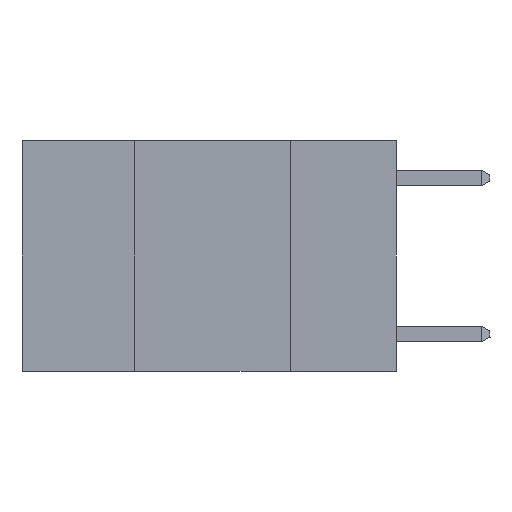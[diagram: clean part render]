
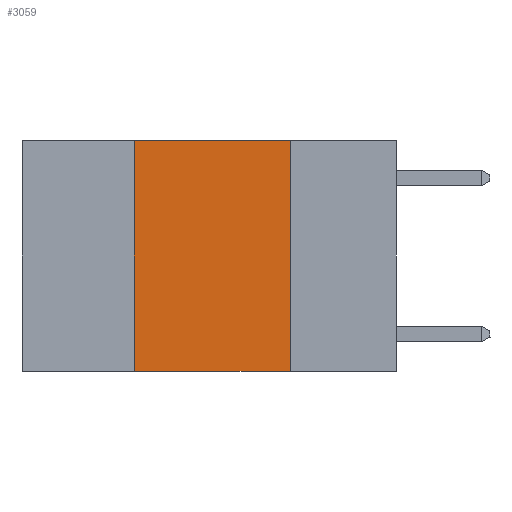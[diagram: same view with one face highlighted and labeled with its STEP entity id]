
A CAD part, left-side view. The second image highlights one B-rep face of the part: STEP entity #3059.
In plain terms, the highlighted planar face has unit normal (-1, 0, 0).
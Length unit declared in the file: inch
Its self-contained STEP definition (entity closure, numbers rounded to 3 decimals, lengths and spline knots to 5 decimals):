
#102 = VERTEX_POINT ( 'NONE', #11413 ) ;
#267 = ORIENTED_EDGE ( 'NONE', *, *, #10338, .F. ) ;
#496 = LINE ( 'NONE', #10587, #3011 ) ;
#823 = VECTOR ( 'NONE', #3506, 39.37008 ) ;
#1537 = DIRECTION ( 'NONE',  ( 0., 0., -1. ) ) ;
#2288 = ORIENTED_EDGE ( 'NONE', *, *, #8779, .F. ) ;
#2535 = CARTESIAN_POINT ( 'NONE',  ( 0., 0.6, 0. ) ) ;
#3007 = FACE_OUTER_BOUND ( 'NONE', #8401, .T. ) ;
#3011 = VECTOR ( 'NONE', #1537, 39.37008 ) ;
#3059 = ADVANCED_FACE ( 'NONE', ( #3007 ), #11111, .F. ) ;
#3506 = DIRECTION ( 'NONE',  ( 0., 0., 1. ) ) ;
#3801 = CARTESIAN_POINT ( 'NONE',  ( 0., 0.42, 0. ) ) ;
#4085 = CARTESIAN_POINT ( 'NONE',  ( 0., 0.42, -0.37 ) ) ;
#5195 = AXIS2_PLACEMENT_3D ( 'NONE', #10767, #11069, #10978 ) ;
#5265 = VECTOR ( 'NONE', #10599, 39.37008 ) ;
#5394 = VERTEX_POINT ( 'NONE', #3801 ) ;
#5422 = CARTESIAN_POINT ( 'NONE',  ( 0., 0.42, 0. ) ) ;
#5823 = LINE ( 'NONE', #8397, #10136 ) ;
#6439 = VERTEX_POINT ( 'NONE', #6607 ) ;
#6607 = CARTESIAN_POINT ( 'NONE',  ( 0., 0.17, 0. ) ) ;
#7882 = LINE ( 'NONE', #2535, #5265 ) ;
#8150 = EDGE_CURVE ( 'NONE', #9804, #102, #5823, .T. ) ;
#8397 = CARTESIAN_POINT ( 'NONE',  ( 0., 0.6, -0.37 ) ) ;
#8401 = EDGE_LOOP ( 'NONE', ( #8914, #267, #2288, #10432 ) ) ;
#8779 = EDGE_CURVE ( 'NONE', #9804, #5394, #10609, .T. ) ;
#8846 = EDGE_CURVE ( 'NONE', #6439, #102, #496, .T. ) ;
#8914 = ORIENTED_EDGE ( 'NONE', *, *, #8846, .F. ) ;
#9277 = DIRECTION ( 'NONE',  ( 0., -1., 0. ) ) ;
#9804 = VERTEX_POINT ( 'NONE', #4085 ) ;
#10136 = VECTOR ( 'NONE', #9277, 39.37008 ) ;
#10338 = EDGE_CURVE ( 'NONE', #5394, #6439, #7882, .T. ) ;
#10432 = ORIENTED_EDGE ( 'NONE', *, *, #8150, .T. ) ;
#10587 = CARTESIAN_POINT ( 'NONE',  ( 0., 0.17, 0. ) ) ;
#10599 = DIRECTION ( 'NONE',  ( 0., -1., 0. ) ) ;
#10609 = LINE ( 'NONE', #5422, #823 ) ;
#10767 = CARTESIAN_POINT ( 'NONE',  ( 0., 0.6, 0. ) ) ;
#10978 = DIRECTION ( 'NONE',  ( 0., 0., -1. ) ) ;
#11069 = DIRECTION ( 'NONE',  ( 1., 0., 0. ) ) ;
#11111 = PLANE ( 'NONE',  #5195 ) ;
#11413 = CARTESIAN_POINT ( 'NONE',  ( 0., 0.17, -0.37 ) ) ;
